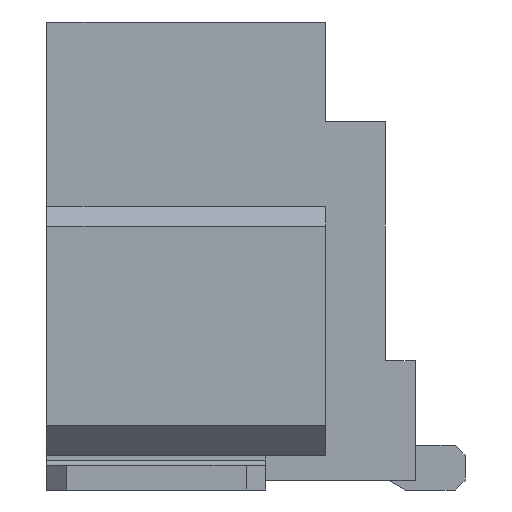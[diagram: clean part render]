
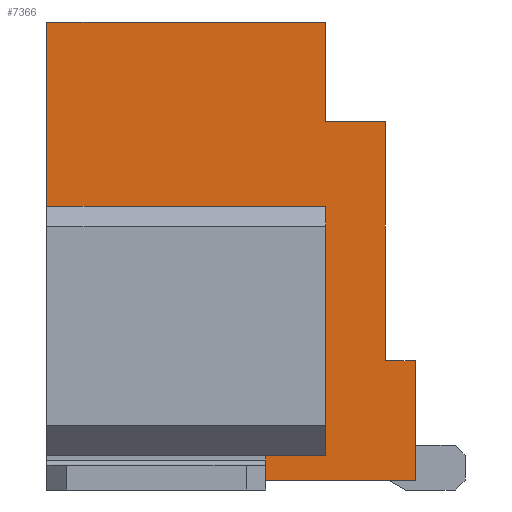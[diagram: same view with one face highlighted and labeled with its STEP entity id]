
A CAD part, left-side view. The second image highlights one B-rep face of the part: STEP entity #7366.
In plain terms, the highlighted planar face has unit normal (-1, 0, 0).
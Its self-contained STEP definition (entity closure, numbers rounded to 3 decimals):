
#69=DIRECTION('',(0.,0.,1.));
#70=VECTOR('',#69,1.2);
#71=CARTESIAN_POINT('',(-7.125,-1.85,-2.3));
#72=LINE('',#71,#70);
#1021=DIRECTION('',(0.,-1.,0.));
#1022=VECTOR('',#1021,2.8);
#1023=CARTESIAN_POINT('',(-7.125,1.85,2.3));
#1024=LINE('',#1023,#1022);
#1453=DIRECTION('',(0.,0.,-1.));
#1454=VECTOR('',#1453,1.);
#1455=CARTESIAN_POINT('',(-7.125,-0.95,2.3));
#1456=LINE('',#1455,#1454);
#1457=DIRECTION('',(0.,-1.,0.));
#1458=VECTOR('',#1457,0.6);
#1459=CARTESIAN_POINT('',(-7.125,-0.95,1.3));
#1460=LINE('',#1459,#1458);
#1461=DIRECTION('',(0.,0.,-1.));
#1462=VECTOR('',#1461,2.4);
#1463=CARTESIAN_POINT('',(-7.125,-1.55,1.3));
#1464=LINE('',#1463,#1462);
#1465=DIRECTION('',(0.,1.,0.));
#1466=VECTOR('',#1465,0.3);
#1467=CARTESIAN_POINT('',(-7.125,-1.85,-1.1));
#1468=LINE('',#1467,#1466);
#1469=DIRECTION('',(0.,0.,1.));
#1470=VECTOR('',#1469,0.25);
#1471=CARTESIAN_POINT('',(-7.125,1.85,-2.3));
#1472=LINE('',#1471,#1470);
#1473=DIRECTION('',(0.,-1.,0.));
#1474=VECTOR('',#1473,2.8);
#1475=CARTESIAN_POINT('',(-7.125,1.85,-2.05));
#1476=LINE('',#1475,#1474);
#1477=DIRECTION('',(0.,0.,-1.));
#1478=VECTOR('',#1477,2.5);
#1479=CARTESIAN_POINT('',(-7.125,-0.95,0.45));
#1480=LINE('',#1479,#1478);
#1481=DIRECTION('',(0.,-1.,0.));
#1482=VECTOR('',#1481,2.8);
#1483=CARTESIAN_POINT('',(-7.125,1.85,0.45));
#1484=LINE('',#1483,#1482);
#1485=DIRECTION('',(0.,0.,1.));
#1486=VECTOR('',#1485,1.85);
#1487=CARTESIAN_POINT('',(-7.125,1.85,0.45));
#1488=LINE('',#1487,#1486);
#1553=DIRECTION('',(0.,-1.,0.));
#1554=VECTOR('',#1553,3.7);
#1555=CARTESIAN_POINT('',(-7.125,1.85,-2.3));
#1556=LINE('',#1555,#1554);
#4443=CARTESIAN_POINT('',(-7.125,1.85,-2.3));
#4444=CARTESIAN_POINT('',(-7.125,-1.85,-2.3));
#4445=VERTEX_POINT('',#4443);
#4446=VERTEX_POINT('',#4444);
#4483=CARTESIAN_POINT('',(-7.125,-0.95,0.45));
#4484=CARTESIAN_POINT('',(-7.125,-0.95,-2.05));
#4485=VERTEX_POINT('',#4483);
#4486=VERTEX_POINT('',#4484);
#4487=CARTESIAN_POINT('',(-7.125,1.85,0.45));
#4488=VERTEX_POINT('',#4487);
#4495=CARTESIAN_POINT('',(-7.125,1.85,2.3));
#4496=VERTEX_POINT('',#4495);
#4531=CARTESIAN_POINT('',(-7.125,-1.85,-1.1));
#4532=CARTESIAN_POINT('',(-7.125,-1.55,-1.1));
#4533=VERTEX_POINT('',#4531);
#4534=VERTEX_POINT('',#4532);
#4540=CARTESIAN_POINT('',(-7.125,-1.55,1.3));
#4542=VERTEX_POINT('',#4540);
#4709=CARTESIAN_POINT('',(-7.125,-0.95,2.3));
#4710=CARTESIAN_POINT('',(-7.125,-0.95,1.3));
#4711=VERTEX_POINT('',#4709);
#4712=VERTEX_POINT('',#4710);
#5129=CARTESIAN_POINT('',(-7.125,1.85,-2.05));
#5130=VERTEX_POINT('',#5129);
#7341=CARTESIAN_POINT('',(-7.125,1.85,-2.3));
#7342=DIRECTION('',(-1.,0.,0.));
#7343=DIRECTION('',(0.,-1.,0.));
#7344=AXIS2_PLACEMENT_3D('',#7341,#7342,#7343);
#7345=PLANE('',#7344);
#7346=ORIENTED_EDGE('',*,*,#6909,.T.);
#7348=ORIENTED_EDGE('',*,*,#7347,.T.);
#7350=ORIENTED_EDGE('',*,*,#7349,.T.);
#7351=ORIENTED_EDGE('',*,*,#7024,.F.);
#7352=ORIENTED_EDGE('',*,*,#5933,.F.);
#7354=ORIENTED_EDGE('',*,*,#7353,.F.);
#7355=ORIENTED_EDGE('',*,*,#6284,.T.);
#7357=ORIENTED_EDGE('',*,*,#7356,.T.);
#7359=ORIENTED_EDGE('',*,*,#7358,.F.);
#7361=ORIENTED_EDGE('',*,*,#7360,.F.);
#7362=ORIENTED_EDGE('',*,*,#6262,.T.);
#7363=ORIENTED_EDGE('',*,*,#6850,.T.);
#7364=EDGE_LOOP('',(#7346,#7348,#7350,#7351,#7352,#7354,#7355,#7357,#7359,#7361,
#7362,#7363));
#7365=FACE_OUTER_BOUND('',#7364,.F.);
#7366=ADVANCED_FACE('',(#7365),#7345,.T.);
#5933=EDGE_CURVE('',#4446,#4533,#72,.T.);
#6262=EDGE_CURVE('',#4488,#4496,#1488,.T.);
#6284=EDGE_CURVE('',#4445,#5130,#1472,.T.);
#6850=EDGE_CURVE('',#4496,#4711,#1024,.T.);
#6909=EDGE_CURVE('',#4711,#4712,#1456,.T.);
#7024=EDGE_CURVE('',#4533,#4534,#1468,.T.);
#7347=EDGE_CURVE('',#4712,#4542,#1460,.T.);
#7349=EDGE_CURVE('',#4542,#4534,#1464,.T.);
#7353=EDGE_CURVE('',#4445,#4446,#1556,.T.);
#7356=EDGE_CURVE('',#5130,#4486,#1476,.T.);
#7358=EDGE_CURVE('',#4485,#4486,#1480,.T.);
#7360=EDGE_CURVE('',#4488,#4485,#1484,.T.);
